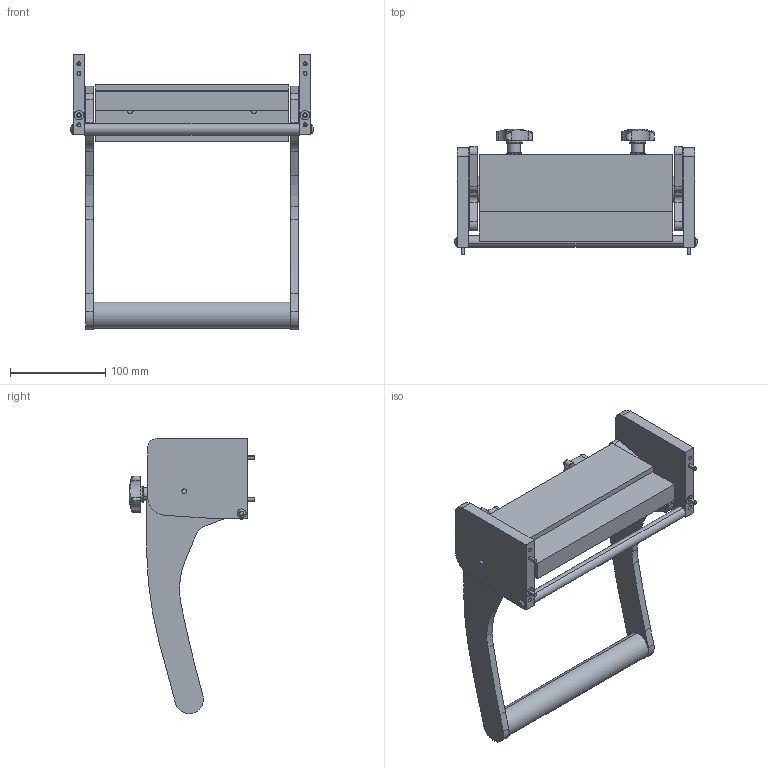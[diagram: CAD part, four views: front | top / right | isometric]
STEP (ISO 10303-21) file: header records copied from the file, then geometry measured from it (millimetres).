
FILE_DESCRIPTION (( 'STEP AP214' ), '1' );
FILE_NAME ('44120~1.STEP', '2019-06-03T08:39:32', ( '' ), ( '' ), 'SwSTEP 2.0', 'SolidWorks 2018', '' );
FILE_SCHEMA (( 'AUTOMOTIVE_DESIGN' ));
Length unit declared in the file: millimetre
Products named in the file (16): 3013~0; 39399~5_KUNDE<S>; 38608~7_S; 17281~0_S; 41362~0_S; 49687~0_S; 2680~0_4 m6 x 20; 40891~1_KUNDE<S>; 40572~2_KUNDE<S>; 38784~1_S; ISO7380~n_M05,0x020; 2678~0; 40594~2_S; 16318~0; 40595~1_KUNDE<S>; 44120~1
Assembly tree (26 placements, depth 2):
  44120~1
    40572~2_KUNDE<S>
    40595~1_KUNDE<S>
    40891~1_KUNDE<S>  x2
    38784~1_S
    40594~2_S
    38608~7_S
    39399~5_KUNDE<S>
    17281~0_S
    41362~0_S  x2
    3013~0  x2
    2680~0_4 m6 x 20  x4
    2678~0  x4
    16318~0  x2
    ISO7380~n_M05,0x020  x2
    49687~0_S
Bounding box: 255.5 x 132.41 x 289.58 mm (x, y, z)
Volume: 954317.6 mm3; surface area: 276764.1 mm2
Topology: 26 solids, 26 shells, 404 faces, 945 edges, 588 vertices
Faces by surface type: cylinder 169, plane 115, cone 70, bspline 30, sphere 16, torus 4
Entity records: 10014 total; most frequent: CARTESIAN_POINT 2256, DIRECTION 1409, ORIENTED_EDGE 1226, EDGE_CURVE 613, AXIS2_PLACEMENT_3D 554, VERTEX_POINT 399, EDGE_LOOP 328, VECTOR 301
